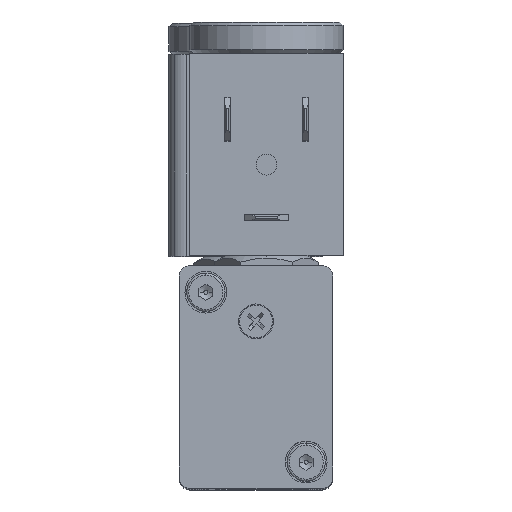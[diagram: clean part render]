
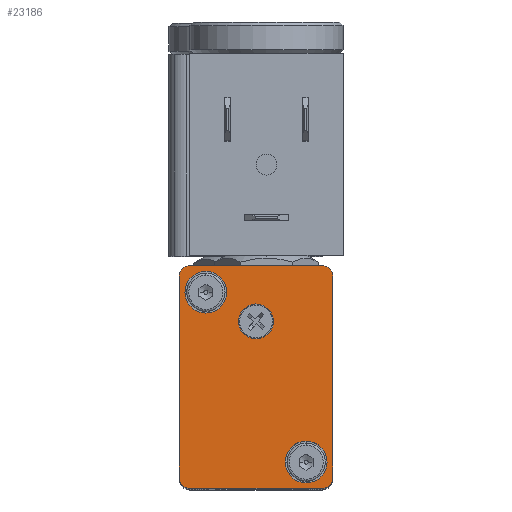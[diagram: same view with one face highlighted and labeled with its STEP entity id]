
A CAD part, top view. The second image highlights one B-rep face of the part: STEP entity #23186.
In plain terms, the highlighted planar face has unit normal (0, 0, 1).
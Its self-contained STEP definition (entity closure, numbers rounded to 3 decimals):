
#21577=CARTESIAN_POINT('',(2.5,17.75,16.));
#21578=VERTEX_POINT('',#21577);
#21594=CARTESIAN_POINT('',(-2.5,17.75,16.));
#21595=VERTEX_POINT('',#21594);
#21602=CARTESIAN_POINT('',(0.,17.75,16.));
#21603=DIRECTION('',(0.0,0.0,-1.0));
#21604=DIRECTION('',(1.0,0.0,0.0));
#21605=AXIS2_PLACEMENT_3D('',#21602,#21603,#21604);
#21606=CIRCLE('',#21605,2.5);
#21607=EDGE_CURVE('',#21578,#21595,#21606,.T.);
#21941=CARTESIAN_POINT('',(10.2,-2.45,16.));
#21942=VERTEX_POINT('',#21941);
#21958=CARTESIAN_POINT('',(4.2,-2.45,16.));
#21959=VERTEX_POINT('',#21958);
#21966=CARTESIAN_POINT('',(7.2,-2.45,16.));
#21967=DIRECTION('',(0.0,0.0,-1.0));
#21968=DIRECTION('',(1.0,0.0,0.0));
#21969=AXIS2_PLACEMENT_3D('',#21966,#21967,#21968);
#21970=CIRCLE('',#21969,3.0);
#21971=EDGE_CURVE('',#21942,#21959,#21970,.T.);
#21983=CARTESIAN_POINT('',(-4.2,21.95,16.));
#21984=VERTEX_POINT('',#21983);
#22000=CARTESIAN_POINT('',(-10.2,21.95,16.));
#22001=VERTEX_POINT('',#22000);
#22008=CARTESIAN_POINT('',(-7.2,21.95,16.));
#22009=DIRECTION('',(0.0,0.0,-1.0));
#22010=DIRECTION('',(1.0,0.0,0.0));
#22011=AXIS2_PLACEMENT_3D('',#22008,#22009,#22010);
#22012=CIRCLE('',#22011,3.0);
#22013=EDGE_CURVE('',#21984,#22001,#22012,.T.);
#22721=CARTESIAN_POINT('',(-10.561,-5.811,16.));
#22722=VERTEX_POINT('',#22721);
#22731=CARTESIAN_POINT('',(-11.0,-4.75,16.));
#22732=VERTEX_POINT('',#22731);
#22733=CARTESIAN_POINT('',(-9.5,-4.75,16.));
#22734=DIRECTION('',(0.0,0.0,-1.));
#22735=DIRECTION('',(-0.707,-0.707,0.0));
#22736=AXIS2_PLACEMENT_3D('',#22733,#22734,#22735);
#22737=CIRCLE('',#22736,1.5);
#22738=EDGE_CURVE('',#22722,#22732,#22737,.T.);
#22763=CARTESIAN_POINT('',(-10.561,25.311,16.));
#22764=VERTEX_POINT('',#22763);
#22773=CARTESIAN_POINT('',(-9.5,25.75,16.));
#22774=VERTEX_POINT('',#22773);
#22775=CARTESIAN_POINT('',(-9.5,24.25,16.));
#22776=DIRECTION('',(0.0,0.0,-1.));
#22777=DIRECTION('',(-0.707,0.707,0.0));
#22778=AXIS2_PLACEMENT_3D('',#22775,#22776,#22777);
#22779=CIRCLE('',#22778,1.5);
#22780=EDGE_CURVE('',#22764,#22774,#22779,.T.);
#22866=CARTESIAN_POINT('',(10.561,25.311,16.0));
#22867=VERTEX_POINT('',#22866);
#22907=CARTESIAN_POINT('',(9.5,25.75,16.));
#22908=VERTEX_POINT('',#22907);
#22915=CARTESIAN_POINT('',(9.5,24.25,16.0));
#22916=DIRECTION('',(0.0,0.0,-1.));
#22917=DIRECTION('',(0.707,0.707,0.0));
#22918=AXIS2_PLACEMENT_3D('',#22915,#22916,#22917);
#22919=CIRCLE('',#22918,1.5);
#22920=EDGE_CURVE('',#22908,#22867,#22919,.T.);
#22932=CARTESIAN_POINT('',(10.561,-5.811,16.0));
#22933=VERTEX_POINT('',#22932);
#22949=CARTESIAN_POINT('',(11.0,-4.75,16.));
#22950=VERTEX_POINT('',#22949);
#22957=CARTESIAN_POINT('',(9.5,-4.75,16.0));
#22958=DIRECTION('',(0.0,0.0,-1.));
#22959=DIRECTION('',(0.707,-0.707,0.0));
#22960=AXIS2_PLACEMENT_3D('',#22957,#22958,#22959);
#22961=CIRCLE('',#22960,1.5);
#22962=EDGE_CURVE('',#22950,#22933,#22961,.T.);
#22973=CARTESIAN_POINT('',(9.5,-6.25,16.));
#22974=VERTEX_POINT('',#22973);
#22975=CARTESIAN_POINT('',(9.5,-4.75,16.0));
#22976=DIRECTION('',(0.0,0.0,-1.));
#22977=DIRECTION('',(0.707,-0.707,0.0));
#22978=AXIS2_PLACEMENT_3D('',#22975,#22976,#22977);
#22979=CIRCLE('',#22978,1.5);
#22980=EDGE_CURVE('',#22933,#22974,#22979,.T.);
#23014=CARTESIAN_POINT('',(11.0,24.25,16.));
#23015=VERTEX_POINT('',#23014);
#23022=CARTESIAN_POINT('',(11.0,-4.75,16.));
#23023=DIRECTION('',(0.0,1.0,0.0));
#23024=VECTOR('',#23023,29.0);
#23025=LINE('',#23022,#23024);
#23026=EDGE_CURVE('',#22950,#23015,#23025,.T.);
#23094=CARTESIAN_POINT('',(9.5,24.25,16.0));
#23095=DIRECTION('',(0.0,0.0,-1.));
#23096=DIRECTION('',(0.707,0.707,0.0));
#23097=AXIS2_PLACEMENT_3D('',#23094,#23095,#23096);
#23098=CIRCLE('',#23097,1.5);
#23099=EDGE_CURVE('',#22867,#23015,#23098,.T.);
#23106=CARTESIAN_POINT('',(11.0,-6.25,16.));
#23107=DIRECTION('',(0.0,0.0,1.0));
#23108=DIRECTION('',(1.0,0.0,0.0));
#23109=AXIS2_PLACEMENT_3D('',#23106,#23107,#23108);
#23110=PLANE('',#23109);
#23111=ORIENTED_EDGE('',*,*,#22962,.F.);
#23112=ORIENTED_EDGE('',*,*,#23026,.T.);
#23113=ORIENTED_EDGE('',*,*,#23099,.F.);
#23114=ORIENTED_EDGE('',*,*,#22920,.F.);
#23115=CARTESIAN_POINT('',(9.5,25.75,16.));
#23116=DIRECTION('',(-1.0,0.0,0.0));
#23117=VECTOR('',#23116,19.0);
#23118=LINE('',#23115,#23117);
#23119=EDGE_CURVE('',#22908,#22774,#23118,.T.);
#23120=ORIENTED_EDGE('',*,*,#23119,.T.);
#23121=ORIENTED_EDGE('',*,*,#22780,.F.);
#23122=CARTESIAN_POINT('',(-11.0,24.25,16.));
#23123=VERTEX_POINT('',#23122);
#23124=CARTESIAN_POINT('',(-9.5,24.25,16.));
#23125=DIRECTION('',(0.0,0.0,-1.));
#23126=DIRECTION('',(-0.707,0.707,0.0));
#23127=AXIS2_PLACEMENT_3D('',#23124,#23125,#23126);
#23128=CIRCLE('',#23127,1.5);
#23129=EDGE_CURVE('',#23123,#22764,#23128,.T.);
#23130=ORIENTED_EDGE('',*,*,#23129,.F.);
#23131=CARTESIAN_POINT('',(-11.0,-4.75,16.));
#23132=DIRECTION('',(0.0,1.0,0.0));
#23133=VECTOR('',#23132,29.0);
#23134=LINE('',#23131,#23133);
#23135=EDGE_CURVE('',#22732,#23123,#23134,.T.);
#23136=ORIENTED_EDGE('',*,*,#23135,.F.);
#23137=ORIENTED_EDGE('',*,*,#22738,.F.);
#23138=CARTESIAN_POINT('',(-9.5,-6.25,16.));
#23139=VERTEX_POINT('',#23138);
#23140=CARTESIAN_POINT('',(-9.5,-4.75,16.));
#23141=DIRECTION('',(0.0,0.0,-1.));
#23142=DIRECTION('',(-0.707,-0.707,0.0));
#23143=AXIS2_PLACEMENT_3D('',#23140,#23141,#23142);
#23144=CIRCLE('',#23143,1.5);
#23145=EDGE_CURVE('',#23139,#22722,#23144,.T.);
#23146=ORIENTED_EDGE('',*,*,#23145,.F.);
#23147=CARTESIAN_POINT('',(9.5,-6.25,16.));
#23148=DIRECTION('',(-1.0,0.0,0.0));
#23149=VECTOR('',#23148,19.0);
#23150=LINE('',#23147,#23149);
#23151=EDGE_CURVE('',#22974,#23139,#23150,.T.);
#23152=ORIENTED_EDGE('',*,*,#23151,.F.);
#23153=ORIENTED_EDGE('',*,*,#22980,.F.);
#23154=EDGE_LOOP('',(#23111,#23112,#23113,#23114,#23120,#23121,#23130,#23136,#23137,#23146,#23152,#23153));
#23155=FACE_OUTER_BOUND('',#23154,.T.);
#23156=ORIENTED_EDGE('',*,*,#21607,.T.);
#23157=CARTESIAN_POINT('',(0.,17.75,16.));
#23158=DIRECTION('',(0.0,0.0,-1.0));
#23159=DIRECTION('',(1.0,0.0,0.0));
#23160=AXIS2_PLACEMENT_3D('',#23157,#23158,#23159);
#23161=CIRCLE('',#23160,2.5);
#23162=EDGE_CURVE('',#21595,#21578,#23161,.T.);
#23163=ORIENTED_EDGE('',*,*,#23162,.T.);
#23164=EDGE_LOOP('',(#23156,#23163));
#23165=FACE_BOUND('',#23164,.T.);
#23166=ORIENTED_EDGE('',*,*,#21971,.T.);
#23167=CARTESIAN_POINT('',(7.2,-2.45,16.));
#23168=DIRECTION('',(0.0,0.0,-1.0));
#23169=DIRECTION('',(1.0,0.0,0.0));
#23170=AXIS2_PLACEMENT_3D('',#23167,#23168,#23169);
#23171=CIRCLE('',#23170,3.0);
#23172=EDGE_CURVE('',#21959,#21942,#23171,.T.);
#23173=ORIENTED_EDGE('',*,*,#23172,.T.);
#23174=EDGE_LOOP('',(#23166,#23173));
#23175=FACE_BOUND('',#23174,.T.);
#23176=ORIENTED_EDGE('',*,*,#22013,.T.);
#23177=CARTESIAN_POINT('',(-7.2,21.95,16.));
#23178=DIRECTION('',(0.0,0.0,-1.0));
#23179=DIRECTION('',(1.0,0.0,0.0));
#23180=AXIS2_PLACEMENT_3D('',#23177,#23178,#23179);
#23181=CIRCLE('',#23180,3.0);
#23182=EDGE_CURVE('',#22001,#21984,#23181,.T.);
#23183=ORIENTED_EDGE('',*,*,#23182,.T.);
#23184=EDGE_LOOP('',(#23176,#23183));
#23185=FACE_BOUND('',#23184,.T.);
#23186=ADVANCED_FACE('',(#23155,#23165,#23175,#23185),#23110,.T.);
